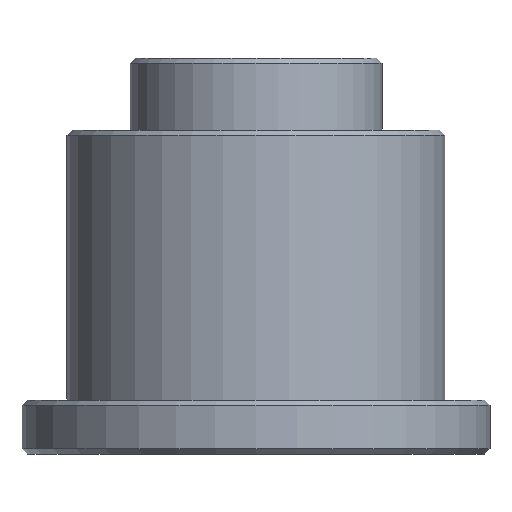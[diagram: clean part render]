
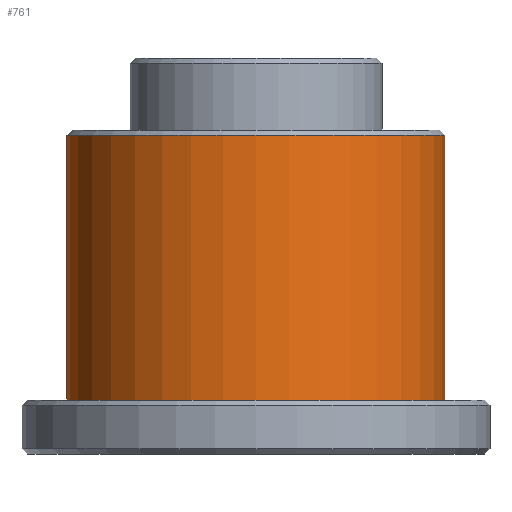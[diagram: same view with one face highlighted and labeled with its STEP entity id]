
A CAD part, front view. The second image highlights one B-rep face of the part: STEP entity #761.
In plain terms, the highlighted cylindrical face has radius 10.5 mm (diameter 21 mm), a partial arc.
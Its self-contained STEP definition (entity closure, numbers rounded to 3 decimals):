
#75 = VECTOR ( 'NONE', #446, 1000. ) ;
#107 = VERTEX_POINT ( 'NONE', #1121 ) ;
#177 = DIRECTION ( 'NONE',  ( 0., 0., -1. ) ) ;
#286 = AXIS2_PLACEMENT_3D ( 'NONE', #782, #384, #1107 ) ;
#360 = CARTESIAN_POINT ( 'NONE',  ( 0., 0., 3. ) ) ;
#384 = DIRECTION ( 'NONE',  ( 0., 0., -1. ) ) ;
#446 = DIRECTION ( 'NONE',  ( 0., 0., -1. ) ) ;
#557 = LINE ( 'NONE', #1882, #75 ) ;
#564 = EDGE_CURVE ( 'NONE', #1476, #1705, #817, .T. ) ;
#662 = EDGE_CURVE ( 'NONE', #1476, #1400, #1392, .T. ) ;
#694 = CIRCLE ( 'NONE', #1266, 10.5 ) ;
#744 = DIRECTION ( 'NONE',  ( 1., 0., 0. ) ) ;
#759 = CARTESIAN_POINT ( 'NONE',  ( 10.5, 0., 18. ) ) ;
#761 = ADVANCED_FACE ( 'NONE', ( #1066 ), #1669, .T. ) ;
#782 = CARTESIAN_POINT ( 'NONE',  ( 0., 0., 18. ) ) ;
#817 = CIRCLE ( 'NONE', #1280, 10.5 ) ;
#835 = ORIENTED_EDGE ( 'NONE', *, *, #662, .F. ) ;
#904 = EDGE_CURVE ( 'NONE', #1705, #107, #557, .T. ) ;
#1066 = FACE_OUTER_BOUND ( 'NONE', #2299, .T. ) ;
#1067 = DIRECTION ( 'NONE',  ( -1., 0., 0. ) ) ;
#1085 = ORIENTED_EDGE ( 'NONE', *, *, #904, .T. ) ;
#1107 = DIRECTION ( 'NONE',  ( -1., 0., 0. ) ) ;
#1121 = CARTESIAN_POINT ( 'NONE',  ( -10.5, 0., 3. ) ) ;
#1266 = AXIS2_PLACEMENT_3D ( 'NONE', #360, #177, #1067 ) ;
#1270 = DIRECTION ( 'NONE',  ( 0., 0., -1. ) ) ;
#1280 = AXIS2_PLACEMENT_3D ( 'NONE', #1620, #1803, #744 ) ;
#1307 = ORIENTED_EDGE ( 'NONE', *, *, #1609, .F. ) ;
#1392 = LINE ( 'NONE', #759, #1637 ) ;
#1400 = VERTEX_POINT ( 'NONE', #2286 ) ;
#1473 = ORIENTED_EDGE ( 'NONE', *, *, #564, .T. ) ;
#1476 = VERTEX_POINT ( 'NONE', #1744 ) ;
#1603 = CARTESIAN_POINT ( 'NONE',  ( -10.5, 0., 17.7 ) ) ;
#1609 = EDGE_CURVE ( 'NONE', #1400, #107, #694, .T. ) ;
#1620 = CARTESIAN_POINT ( 'NONE',  ( 0., 0., 17.7 ) ) ;
#1637 = VECTOR ( 'NONE', #1270, 1000. ) ;
#1669 = CYLINDRICAL_SURFACE ( 'NONE', #286, 10.5 ) ;
#1705 = VERTEX_POINT ( 'NONE', #1603 ) ;
#1744 = CARTESIAN_POINT ( 'NONE',  ( 10.5, 0., 17.7 ) ) ;
#1803 = DIRECTION ( 'NONE',  ( 0., 0., -1. ) ) ;
#1882 = CARTESIAN_POINT ( 'NONE',  ( -10.5, 0., 18. ) ) ;
#2286 = CARTESIAN_POINT ( 'NONE',  ( 10.5, 0., 3. ) ) ;
#2299 = EDGE_LOOP ( 'NONE', ( #835, #1473, #1085, #1307 ) ) ;
